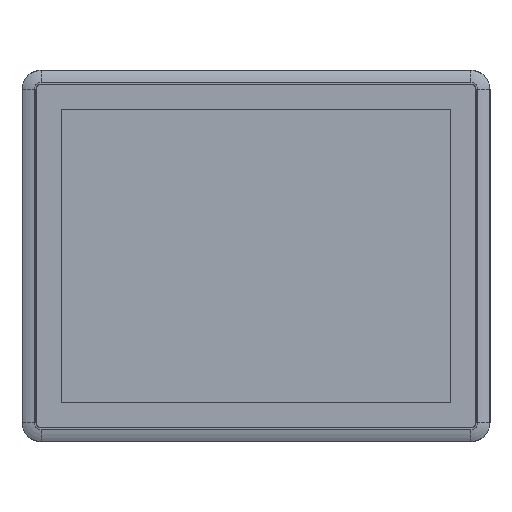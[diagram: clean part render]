
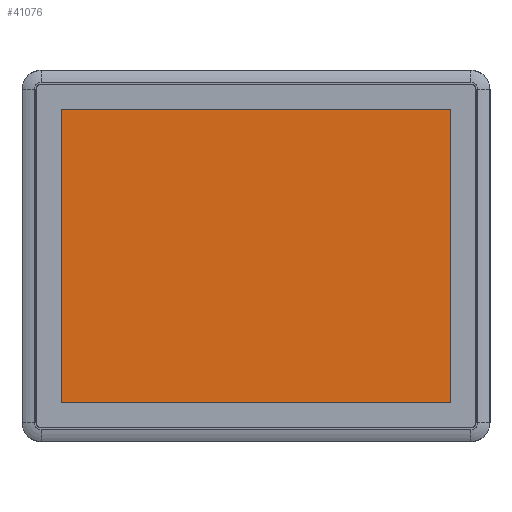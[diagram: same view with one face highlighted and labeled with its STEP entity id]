
A CAD part, top view. The second image highlights one B-rep face of the part: STEP entity #41076.
In plain terms, the highlighted planar face has unit normal (0, 0, 1).
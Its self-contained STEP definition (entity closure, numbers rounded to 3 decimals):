
#754 = LINE ( 'NONE', #11044, #6324 ) ;
#797 = EDGE_LOOP ( 'NONE', ( #10907, #41473, #15540, #43511, #9898, #32756, #14650, #40642 ) ) ;
#3053 = CIRCLE ( 'NONE', #42063, 0.5 ) ;
#3871 = CARTESIAN_POINT ( 'NONE',  ( -553.523, 115., 11.8 ) ) ;
#3943 = CARTESIAN_POINT ( 'NONE',  ( -553.523, -115., 11.8 ) ) ;
#4099 = CARTESIAN_POINT ( 'NONE',  ( -553.523, -114.5, 11.8 ) ) ;
#4888 = LINE ( 'NONE', #25533, #11563 ) ;
#5989 = EDGE_CURVE ( 'NONE', #32122, #32428, #16768, .T. ) ;
#6324 = VECTOR ( 'NONE', #17395, 1000. ) ;
#6408 = VERTEX_POINT ( 'NONE', #23925 ) ;
#6751 = PLANE ( 'NONE',  #31768 ) ;
#6856 = CARTESIAN_POINT ( 'NONE',  ( -554.023, 114.5, 11.8 ) ) ;
#7314 = EDGE_CURVE ( 'NONE', #32515, #23875, #7998, .T. ) ;
#7998 = CIRCLE ( 'NONE', #46978, 0.5 ) ;
#8150 = LINE ( 'NONE', #33360, #13248 ) ;
#9276 = AXIS2_PLACEMENT_3D ( 'NONE', #18360, #45135, #24446 ) ;
#9898 = ORIENTED_EDGE ( 'NONE', *, *, #37297, .T. ) ;
#10259 = EDGE_CURVE ( 'NONE', #42880, #6408, #33194, .T. ) ;
#10284 = DIRECTION ( 'NONE',  ( 0., -1., 0. ) ) ;
#10749 = DIRECTION ( 'NONE',  ( 0., -1., 0. ) ) ;
#10764 = VERTEX_POINT ( 'NONE', #6856 ) ;
#10907 = ORIENTED_EDGE ( 'NONE', *, *, #17165, .T. ) ;
#11044 = CARTESIAN_POINT ( 'NONE',  ( -554.023, -115., 11.8 ) ) ;
#11563 = VECTOR ( 'NONE', #46282, 1000. ) ;
#12538 = LINE ( 'NONE', #41739, #37793 ) ;
#12914 = DIRECTION ( 'NONE',  ( 0., 0., -1. ) ) ;
#13248 = VECTOR ( 'NONE', #29577, 1000. ) ;
#13424 = CARTESIAN_POINT ( 'NONE',  ( -248.523, -115., 11.8 ) ) ;
#14454 = DIRECTION ( 'NONE',  ( 0., 0., 1. ) ) ;
#14650 = ORIENTED_EDGE ( 'NONE', *, *, #23801, .T. ) ;
#15540 = ORIENTED_EDGE ( 'NONE', *, *, #31180, .T. ) ;
#16768 = CIRCLE ( 'NONE', #45571, 0.5 ) ;
#17165 = EDGE_CURVE ( 'NONE', #32428, #42880, #754, .T. ) ;
#17395 = DIRECTION ( 'NONE',  ( 1., 0., 0. ) ) ;
#18360 = CARTESIAN_POINT ( 'NONE',  ( -248.523, -114.5, 11.8 ) ) ;
#22299 = VERTEX_POINT ( 'NONE', #3871 ) ;
#22788 = DIRECTION ( 'NONE',  ( 0., -1., 0. ) ) ;
#23801 = EDGE_CURVE ( 'NONE', #10764, #32122, #4888, .T. ) ;
#23875 = VERTEX_POINT ( 'NONE', #43426 ) ;
#23925 = CARTESIAN_POINT ( 'NONE',  ( -248.023, -114.5, 11.8 ) ) ;
#24446 = DIRECTION ( 'NONE',  ( 0., -1., 0. ) ) ;
#25152 = EDGE_CURVE ( 'NONE', #22299, #10764, #3053, .T. ) ;
#25533 = CARTESIAN_POINT ( 'NONE',  ( -554.023, 115., 11.8 ) ) ;
#25558 = CARTESIAN_POINT ( 'NONE',  ( -554.023, -114.5, 11.8 ) ) ;
#27830 = CARTESIAN_POINT ( 'NONE',  ( -248.023, 114.5, 11.8 ) ) ;
#29577 = DIRECTION ( 'NONE',  ( -1., 0., 0. ) ) ;
#30493 = CARTESIAN_POINT ( 'NONE',  ( -248.523, 114.5, 11.8 ) ) ;
#30826 = DIRECTION ( 'NONE',  ( 0., 0., 1. ) ) ;
#31180 = EDGE_CURVE ( 'NONE', #6408, #32515, #12538, .T. ) ;
#31768 = AXIS2_PLACEMENT_3D ( 'NONE', #33496, #12914, #39667 ) ;
#32122 = VERTEX_POINT ( 'NONE', #25558 ) ;
#32428 = VERTEX_POINT ( 'NONE', #3943 ) ;
#32515 = VERTEX_POINT ( 'NONE', #27830 ) ;
#32756 = ORIENTED_EDGE ( 'NONE', *, *, #25152, .T. ) ;
#33194 = CIRCLE ( 'NONE', #9276, 0.5 ) ;
#33360 = CARTESIAN_POINT ( 'NONE',  ( -248.023, 115., 11.8 ) ) ;
#33496 = CARTESIAN_POINT ( 'NONE',  ( -401.023, 0., 11.8 ) ) ;
#37297 = EDGE_CURVE ( 'NONE', #23875, #22299, #8150, .T. ) ;
#37793 = VECTOR ( 'NONE', #46039, 1000. ) ;
#38443 = DIRECTION ( 'NONE',  ( 0., 0., 1. ) ) ;
#39667 = DIRECTION ( 'NONE',  ( 0., -1., 0. ) ) ;
#40642 = ORIENTED_EDGE ( 'NONE', *, *, #5989, .T. ) ;
#41076 = ADVANCED_FACE ( 'NONE', ( #42695 ), #6751, .F. ) ;
#41161 = CARTESIAN_POINT ( 'NONE',  ( -553.523, 114.5, 11.8 ) ) ;
#41473 = ORIENTED_EDGE ( 'NONE', *, *, #10259, .T. ) ;
#41739 = CARTESIAN_POINT ( 'NONE',  ( -248.023, -115., 11.8 ) ) ;
#42063 = AXIS2_PLACEMENT_3D ( 'NONE', #41161, #14454, #22788 ) ;
#42695 = FACE_OUTER_BOUND ( 'NONE', #797, .T. ) ;
#42880 = VERTEX_POINT ( 'NONE', #13424 ) ;
#43426 = CARTESIAN_POINT ( 'NONE',  ( -248.523, 115., 11.8 ) ) ;
#43511 = ORIENTED_EDGE ( 'NONE', *, *, #7314, .T. ) ;
#45135 = DIRECTION ( 'NONE',  ( 0., 0., 1. ) ) ;
#45571 = AXIS2_PLACEMENT_3D ( 'NONE', #4099, #30826, #10284 ) ;
#46039 = DIRECTION ( 'NONE',  ( 0., 1., 0. ) ) ;
#46282 = DIRECTION ( 'NONE',  ( 0., -1., 0. ) ) ;
#46978 = AXIS2_PLACEMENT_3D ( 'NONE', #30493, #38443, #10749 ) ;
